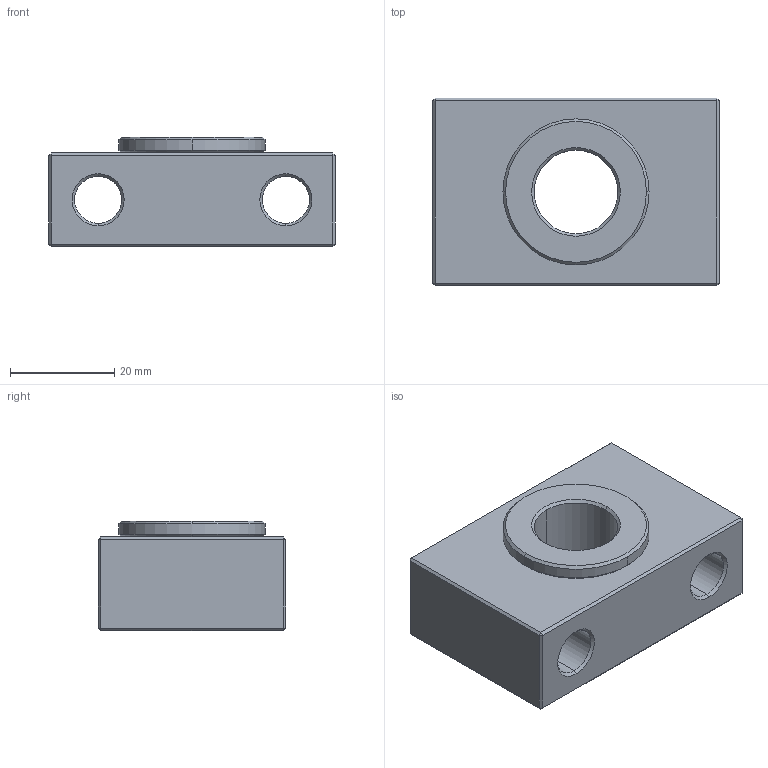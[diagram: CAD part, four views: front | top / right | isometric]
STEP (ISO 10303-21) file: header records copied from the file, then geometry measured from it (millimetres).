
FILE_DESCRIPTION (( 'STEP AP203' ), '1' );
FILE_NAME ('0058-40-50.STEP', '2015-10-01T07:01:45', ( 'utente11' ), ( '' ), 'SwSTEP 2.0', 'SolidWorks 2015', '' );
FILE_SCHEMA (( 'CONFIG_CONTROL_DESIGN' ));
Length unit declared in the file: millimetre
Products named in the file (1): 0058-40-50
Bounding box: 55 x 36 x 21 mm (x, y, z)
Volume: 26523.5 mm3; surface area: 12941.2 mm2
Topology: 2 solids, 2 shells, 67 faces, 144 edges, 84 vertices
Faces by surface type: plane 31, cone 20, cylinder 16
Entity records: 1881 total; most frequent: DIRECTION 340, CARTESIAN_POINT 296, ORIENTED_EDGE 288, EDGE_CURVE 144, AXIS2_PLACEMENT_3D 128, LINE 84, VECTOR 84, VERTEX_POINT 84
